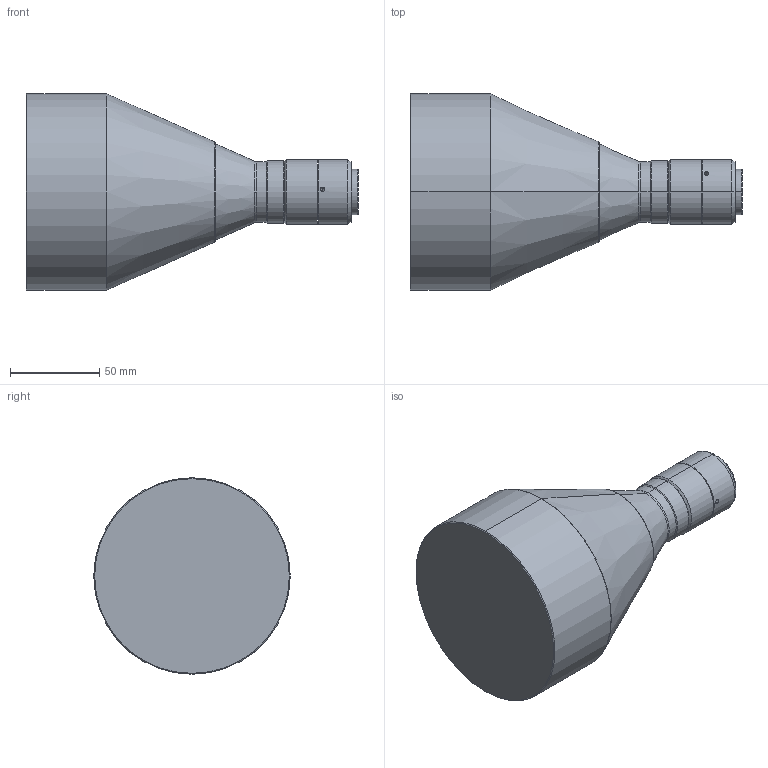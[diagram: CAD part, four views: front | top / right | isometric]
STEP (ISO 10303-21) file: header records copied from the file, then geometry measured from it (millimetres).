
FILE_DESCRIPTION (( 'STEP AP203' ), '1' );
FILE_NAME ('DTCM230-80H-AL.STEP', '2022-05-19T01:48:00', ( '' ), ( '' ), 'SwSTEP 2.0', 'SolidWorks 2017', '' );
FILE_SCHEMA (( 'CONFIG_CONTROL_DESIGN' ));
Length unit declared in the file: millimetre
Products named in the file (1): DTCM230-80H-AL
Bounding box: 185.9 x 110 x 110 mm (x, y, z)
Volume: 858289.9 mm3; surface area: 54070.4 mm2
Topology: 1 solids, 1 shells, 56 faces, 126 edges, 73 vertices
Faces by surface type: cylinder 22, cone 22, plane 6, bspline 6
Entity records: 2135 total; most frequent: CARTESIAN_POINT 848, DIRECTION 270, ORIENTED_EDGE 240, EDGE_CURVE 120, AXIS2_PLACEMENT_3D 113, VERTEX_POINT 73, EDGE_LOOP 63, CIRCLE 62
